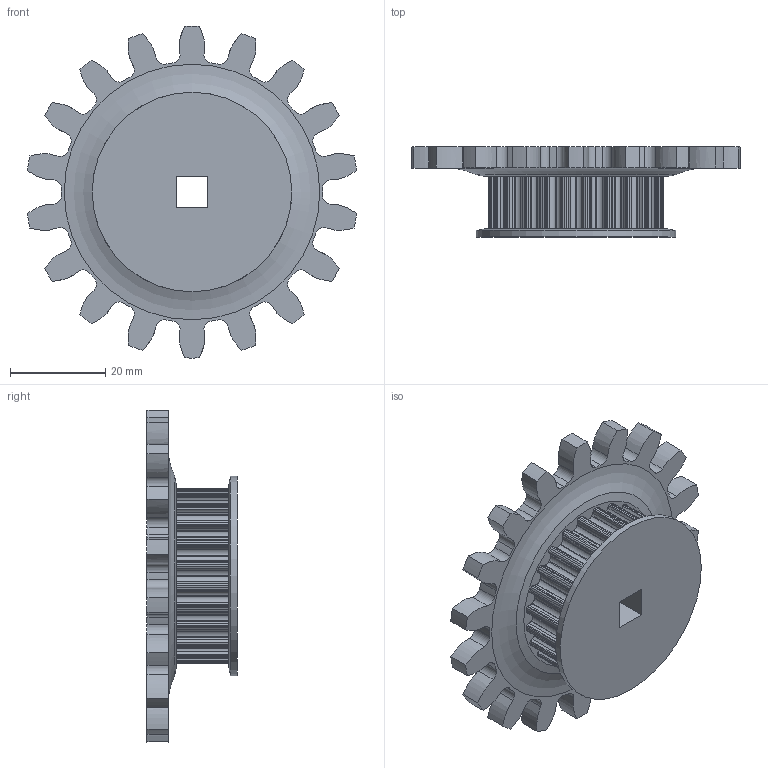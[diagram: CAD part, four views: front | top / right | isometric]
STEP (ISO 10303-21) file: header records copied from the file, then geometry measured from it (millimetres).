
FILE_DESCRIPTION(/* description */ (''),/* implementation_level */ '2;1');
FILE_NAME(/* name */ 'FW Gear-HTD Pulley Combo_.step',/* time_stamp */ '2024-06-27T21:14:23-05:00',/* author */ (''),/* organization */ (''),/* preprocessor_version */ 'ST-DEVELOPER v20',/* originating_system */ 'Autodesk Translation Framework v13.14.0.145',/* authorisation */ '');
FILE_SCHEMA (('AUTOMOTIVE_DESIGN { 1 0 10303 214 3 1 1 }'));
Length unit declared in the file: inch
Products named in the file (5): FW Gear/HTD Pulley Combo; gears_that_fly v3; gears_that_fly; Spur gear (18 teeth); 24T_9mm_PLA 5mm HTD Pulley High Strength v2
Assembly tree (4 placements, depth 4):
  FW Gear/HTD Pulley Combo
    gears_that_fly v3
      gears_that_fly
        Spur gear (18 teeth)
    24T_9mm_PLA 5mm HTD Pulley High Strength v2
Bounding box: 69.29 x 18.95 x 69.88 mm (x, y, z)
Volume: 28176.4 mm3; surface area: 11224 mm2
Topology: 1 solids, 1 shells, 486 faces, 1439 edges, 959 vertices
Faces by surface type: cylinder 409, plane 38, bspline 36, cone 2, torus 1
Full cylindrical faces by diameter (mm): 42 x1
Entity records: 20240 total; most frequent: CARTESIAN_POINT 6529, DIRECTION 3109, ORIENTED_EDGE 2878, EDGE_CURVE 1439, AXIS2_PLACEMENT_3D 1283, VERTEX_POINT 959, CIRCLE 824, LINE 543
